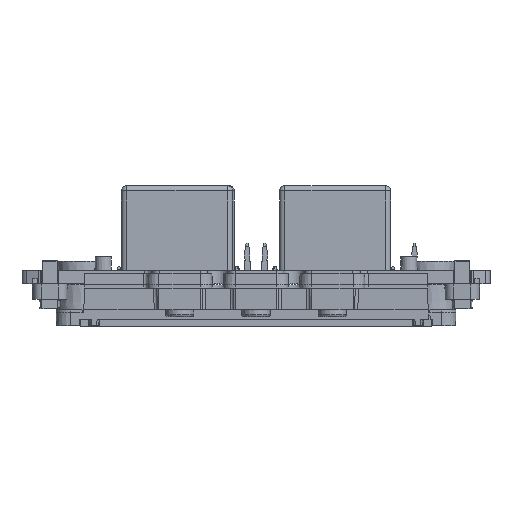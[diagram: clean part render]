
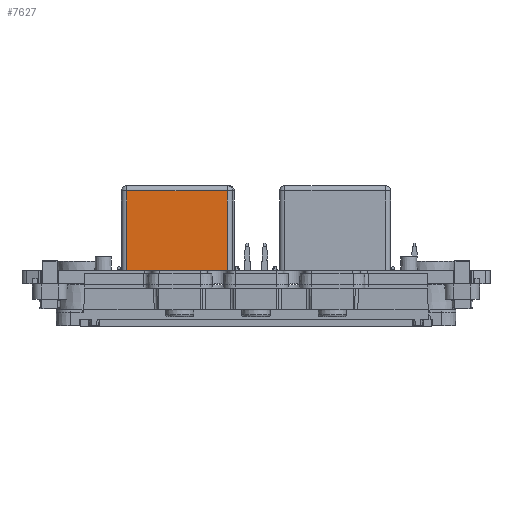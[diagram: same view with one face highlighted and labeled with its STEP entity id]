
A CAD part, front view. The second image highlights one B-rep face of the part: STEP entity #7627.
In plain terms, the highlighted planar face has unit normal (0, -1, 0).
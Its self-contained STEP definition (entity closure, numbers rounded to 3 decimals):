
#7627 = ADVANCED_FACE( '', ( #17289 ), #17290, .T. );
#17289 = FACE_OUTER_BOUND( '', #29029, .T. );
#17290 = PLANE( '', #29030 );
#29029 = EDGE_LOOP( '', ( #53523, #53524, #53525, #53526 ) );
#29030 = AXIS2_PLACEMENT_3D( '', #53527, #53528, #53529 );
#53523 = ORIENTED_EDGE( '', *, *, #74418, .T. );
#53524 = ORIENTED_EDGE( '', *, *, #78139, .T. );
#53525 = ORIENTED_EDGE( '', *, *, #78716, .T. );
#53526 = ORIENTED_EDGE( '', *, *, #76093, .T. );
#53527 = CARTESIAN_POINT( '', ( -42.5, -68.45, 14. ) );
#53528 = DIRECTION( '', ( 0., -1., 0. ) );
#53529 = DIRECTION( '', ( 0., 0., 1. ) );
#74418 = EDGE_CURVE( '', #92106, #92104, #92107, .T. );
#76093 = EDGE_CURVE( '', #87380, #92106, #94707, .T. );
#78139 = EDGE_CURVE( '', #92104, #88957, #97580, .T. );
#78716 = EDGE_CURVE( '', #88957, #87380, #98342, .T. );
#87380 = VERTEX_POINT( '', #109709 );
#88957 = VERTEX_POINT( '', #111934 );
#92104 = VERTEX_POINT( '', #116720 );
#92106 = VERTEX_POINT( '', #116722 );
#92107 = LINE( '', #116723, #116724 );
#94707 = LINE( '', #120519, #120520 );
#97580 = LINE( '', #125011, #125012 );
#98342 = LINE( '', #126156, #126157 );
#109709 = CARTESIAN_POINT( '', ( -41.25, -68.45, 37. ) );
#111934 = CARTESIAN_POINT( '', ( -12.25, -68.45, 37. ) );
#116720 = CARTESIAN_POINT( '', ( -12.25, -68.45, 14. ) );
#116722 = CARTESIAN_POINT( '', ( -41.25, -68.45, 14. ) );
#116723 = CARTESIAN_POINT( '', ( -42.5, -68.45, 14. ) );
#116724 = VECTOR( '', #138980, 1000. );
#120519 = CARTESIAN_POINT( '', ( -41.25, -68.45, 14. ) );
#120520 = VECTOR( '', #141017, 1000. );
#125011 = CARTESIAN_POINT( '', ( -12.25, -68.45, 38. ) );
#125012 = VECTOR( '', #143207, 1000. );
#126156 = CARTESIAN_POINT( '', ( -42.5, -68.45, 37. ) );
#126157 = VECTOR( '', #143787, 1000. );
#138980 = DIRECTION( '', ( 1., 0., 0. ) );
#141017 = DIRECTION( '', ( 0., 0., -1. ) );
#143207 = DIRECTION( '', ( 0., 0., 1. ) );
#143787 = DIRECTION( '', ( -1., 0., 0. ) );
